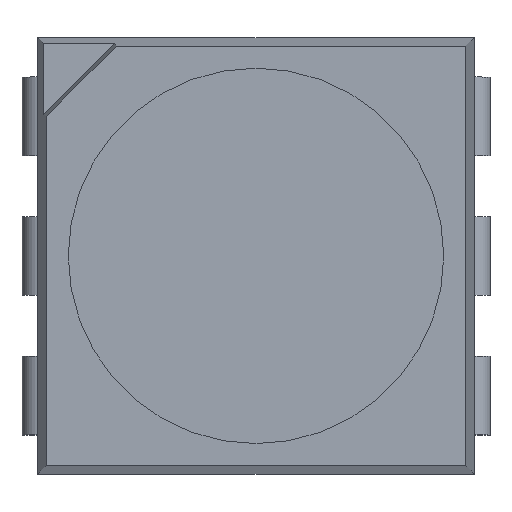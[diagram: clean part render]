
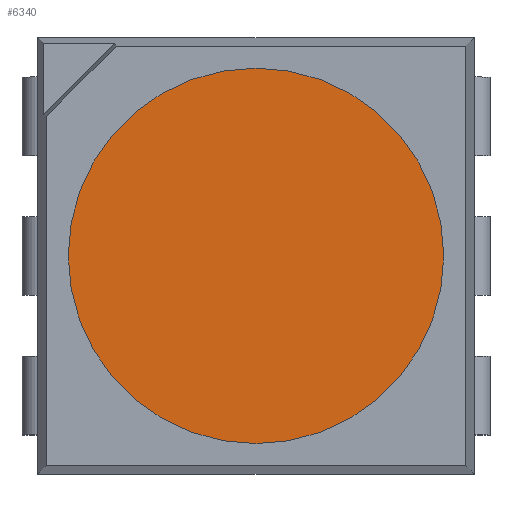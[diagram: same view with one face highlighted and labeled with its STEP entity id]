
A CAD part, top view. The second image highlights one B-rep face of the part: STEP entity #6340.
In plain terms, the highlighted planar face has unit normal (0, 0, 1).
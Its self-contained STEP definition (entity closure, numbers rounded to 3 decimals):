
#212=PLANE('',#6786);
#399=CIRCLE('',#6787,2.15);
#1415=ORIENTED_EDGE('',*,*,#2262,.T.);
#2262=EDGE_CURVE('',#2779,#2779,#399,.T.);
#2779=VERTEX_POINT('',#10691);
#4095=EDGE_LOOP('',(#1415));
#4463=FACE_BOUND('',#4095,.T.);
#6340=ADVANCED_FACE('',(#4463),#212,.T.);
#6786=AXIS2_PLACEMENT_3D('',#10689,#7941,#7942);
#6787=AXIS2_PLACEMENT_3D('',#10690,#7943,#7944);
#7941=DIRECTION('',(0.,0.,1.));
#7942=DIRECTION('',(1.,0.,0.));
#7943=DIRECTION('',(0.,0.,1.));
#7944=DIRECTION('',(1.,0.,0.));
#10689=CARTESIAN_POINT('',(0.,0.,1.6));
#10690=CARTESIAN_POINT('',(0.,0.,1.6));
#10691=CARTESIAN_POINT('',(2.15,0.,1.6));
